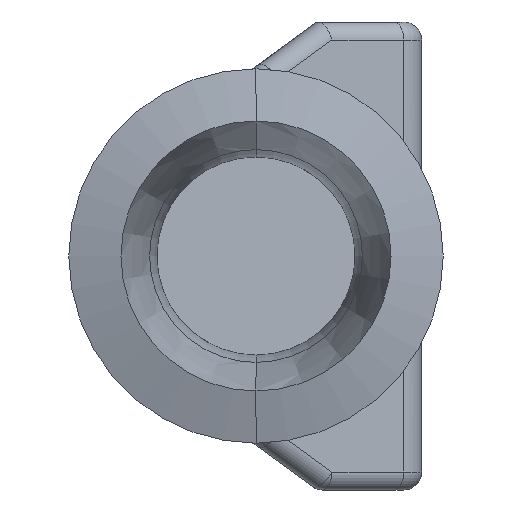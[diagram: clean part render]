
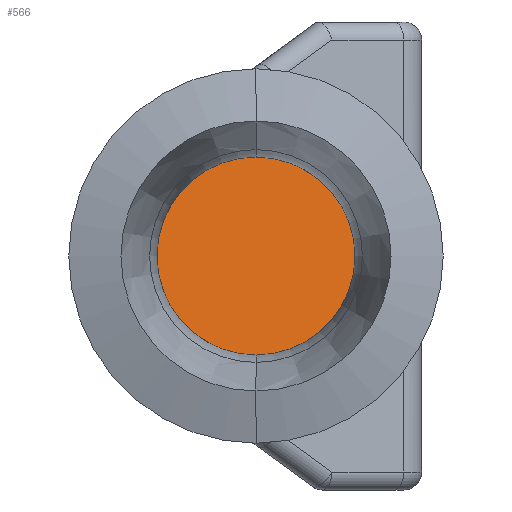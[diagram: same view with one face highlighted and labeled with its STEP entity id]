
A CAD part, left-side view. The second image highlights one B-rep face of the part: STEP entity #566.
In plain terms, the highlighted planar face has unit normal (-0.866, -0.5, 0).
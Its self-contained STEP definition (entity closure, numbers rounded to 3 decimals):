
#2 = CARTESIAN_POINT ( 'NONE',  ( 32.635, 0., -2.75 ) ) ;
#149 = CARTESIAN_POINT ( 'NONE',  ( 32.635, 0., -2.75 ) ) ;
#158 = EDGE_CURVE ( 'NONE', #1063, #914, #1222, .T. ) ;
#197 = ORIENTED_EDGE ( 'NONE', *, *, #158, .T. ) ;
#411 = CARTESIAN_POINT ( 'NONE',  ( 32.635, 0., 2.75 ) ) ;
#416 = CARTESIAN_POINT ( 'NONE',  ( 35.291, -4.6, -17.343 ) ) ;
#467 = CARTESIAN_POINT ( 'NONE',  ( 32.635, 0., -2.75 ) ) ;
#559 = ORIENTED_EDGE ( 'NONE', *, *, #1298, .T. ) ;
#566 = ADVANCED_FACE ( 'NONE', ( #1694 ), #1437, .T. ) ;
#590 = CARTESIAN_POINT ( 'NONE',  ( 29.459, 5.5, 2.75 ) ) ;
#635 = AXIS2_PLACEMENT_3D ( 'NONE', #416, #981, #869 ) ;
#668 =( BOUNDED_CURVE ( )  B_SPLINE_CURVE ( 3, ( #2, #705, #1114, #411 ),
 .UNSPECIFIED., .F., .F. ) 
 B_SPLINE_CURVE_WITH_KNOTS ( ( 4, 4 ),
 ( 1.571, 4.712 ),
 .UNSPECIFIED. ) 
 CURVE ( )  GEOMETRIC_REPRESENTATION_ITEM ( )  RATIONAL_B_SPLINE_CURVE ( ( 1., 0.333, 0.333, 1. ) ) 
 REPRESENTATION_ITEM ( '' )  );
#705 = CARTESIAN_POINT ( 'NONE',  ( 35.81, -5.5, -2.75 ) ) ;
#869 = DIRECTION ( 'NONE',  ( 0.5, -0.866, 0. ) ) ;
#914 = VERTEX_POINT ( 'NONE', #467 ) ;
#981 = DIRECTION ( 'NONE',  ( -0.866, -0.5, 0. ) ) ;
#1063 = VERTEX_POINT ( 'NONE', #1781 ) ;
#1114 = CARTESIAN_POINT ( 'NONE',  ( 35.81, -5.5, 2.75 ) ) ;
#1222 =( BOUNDED_CURVE ( )  B_SPLINE_CURVE ( 3, ( #1695, #590, #1420, #149 ),
 .UNSPECIFIED., .F., .T. ) 
 B_SPLINE_CURVE_WITH_KNOTS ( ( 4, 4 ),
 ( 4.712, 7.854 ),
 .UNSPECIFIED. ) 
 CURVE ( )  GEOMETRIC_REPRESENTATION_ITEM ( )  RATIONAL_B_SPLINE_CURVE ( ( 1., 0.333, 0.333, 1. ) ) 
 REPRESENTATION_ITEM ( '' )  );
#1298 = EDGE_CURVE ( 'NONE', #914, #1063, #668, .T. ) ;
#1420 = CARTESIAN_POINT ( 'NONE',  ( 29.459, 5.5, -2.75 ) ) ;
#1437 = PLANE ( 'NONE',  #635 ) ;
#1454 = EDGE_LOOP ( 'NONE', ( #197, #559 ) ) ;
#1694 = FACE_OUTER_BOUND ( 'NONE', #1454, .T. ) ;
#1695 = CARTESIAN_POINT ( 'NONE',  ( 32.635, 0., 2.75 ) ) ;
#1781 = CARTESIAN_POINT ( 'NONE',  ( 32.635, 0., 2.75 ) ) ;
